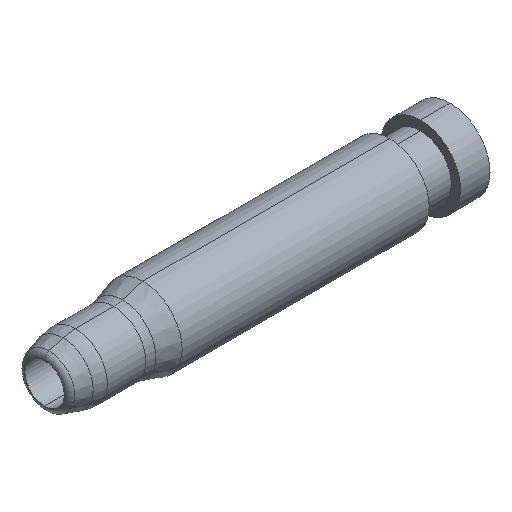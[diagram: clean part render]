
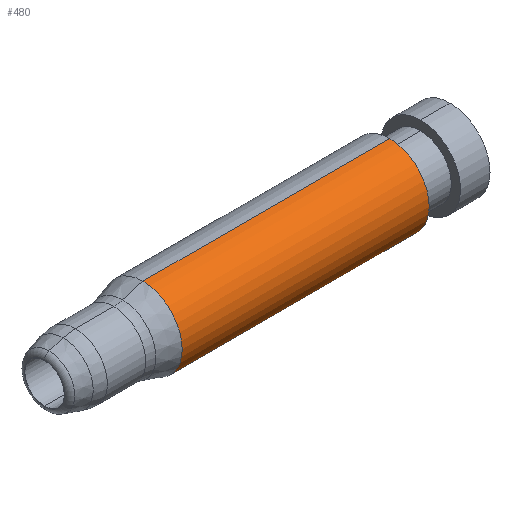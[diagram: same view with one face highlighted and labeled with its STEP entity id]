
A CAD part, isometric view. The second image highlights one B-rep face of the part: STEP entity #480.
In plain terms, the highlighted cylindrical face has radius 6.4 mm (diameter 12.8 mm), a partial arc.
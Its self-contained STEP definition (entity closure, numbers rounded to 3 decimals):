
#10 = VERTEX_POINT ( 'NONE', #524 ) ;
#25 = EDGE_CURVE ( 'NONE', #142, #123, #686, .T. ) ;
#27 = DIRECTION ( 'NONE',  ( 0., 0., 1. ) ) ;
#45 = DIRECTION ( 'NONE',  ( -1., 0., 0. ) ) ;
#67 = FACE_OUTER_BOUND ( 'NONE', #399, .T. ) ;
#74 = CARTESIAN_POINT ( 'NONE',  ( 56.2, 0., 6.4 ) ) ;
#81 = CARTESIAN_POINT ( 'NONE',  ( 0., 0., 0. ) ) ;
#96 = CIRCLE ( 'NONE', #575, 6.4 ) ;
#112 = CARTESIAN_POINT ( 'NONE',  ( 0., 0., -6.4 ) ) ;
#123 = VERTEX_POINT ( 'NONE', #74 ) ;
#142 = VERTEX_POINT ( 'NONE', #608 ) ;
#150 = ORIENTED_EDGE ( 'NONE', *, *, #335, .F. ) ;
#241 = VECTOR ( 'NONE', #671, 1000. ) ;
#249 = LINE ( 'NONE', #532, #241 ) ;
#283 = DIRECTION ( 'NONE',  ( -1., 0., 0. ) ) ;
#284 = LINE ( 'NONE', #112, #317 ) ;
#306 = AXIS2_PLACEMENT_3D ( 'NONE', #631, #283, #478 ) ;
#317 = VECTOR ( 'NONE', #769, 1000. ) ;
#332 = EDGE_CURVE ( 'NONE', #334, #10, #96, .T. ) ;
#334 = VERTEX_POINT ( 'NONE', #409 ) ;
#335 = EDGE_CURVE ( 'NONE', #142, #334, #284, .T. ) ;
#399 = EDGE_LOOP ( 'NONE', ( #150, #637, #474, #548 ) ) ;
#409 = CARTESIAN_POINT ( 'NONE',  ( 16.001, 0., -6.4 ) ) ;
#474 = ORIENTED_EDGE ( 'NONE', *, *, #530, .T. ) ;
#478 = DIRECTION ( 'NONE',  ( 0., 0., 1. ) ) ;
#480 = ADVANCED_FACE ( 'NONE', ( #67 ), #611, .T. ) ;
#483 = AXIS2_PLACEMENT_3D ( 'NONE', #81, #490, #27 ) ;
#490 = DIRECTION ( 'NONE',  ( -1., 0., 0. ) ) ;
#524 = CARTESIAN_POINT ( 'NONE',  ( 16.001, 0., 6.4 ) ) ;
#530 = EDGE_CURVE ( 'NONE', #123, #10, #249, .T. ) ;
#532 = CARTESIAN_POINT ( 'NONE',  ( 0., 0., 6.4 ) ) ;
#548 = ORIENTED_EDGE ( 'NONE', *, *, #332, .F. ) ;
#575 = AXIS2_PLACEMENT_3D ( 'NONE', #634, #45, #701 ) ;
#608 = CARTESIAN_POINT ( 'NONE',  ( 56.2, 0., -6.4 ) ) ;
#611 = CYLINDRICAL_SURFACE ( 'NONE', #483, 6.4 ) ;
#631 = CARTESIAN_POINT ( 'NONE',  ( 56.2, 0., 0. ) ) ;
#634 = CARTESIAN_POINT ( 'NONE',  ( 16.001, 0., 0. ) ) ;
#637 = ORIENTED_EDGE ( 'NONE', *, *, #25, .T. ) ;
#671 = DIRECTION ( 'NONE',  ( -1., 0., 0. ) ) ;
#686 = CIRCLE ( 'NONE', #306, 6.4 ) ;
#701 = DIRECTION ( 'NONE',  ( 0., 0., 1. ) ) ;
#769 = DIRECTION ( 'NONE',  ( -1., 0., 0. ) ) ;
